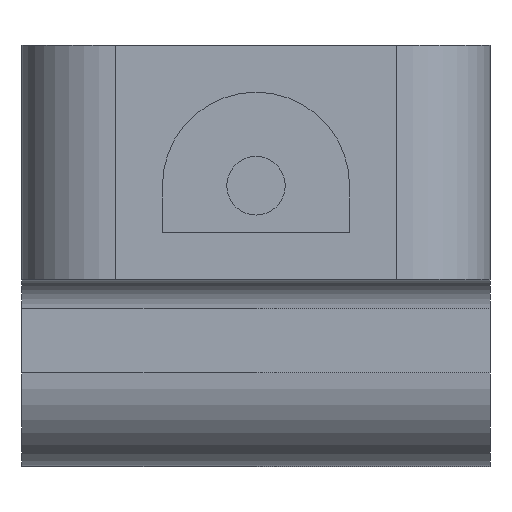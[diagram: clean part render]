
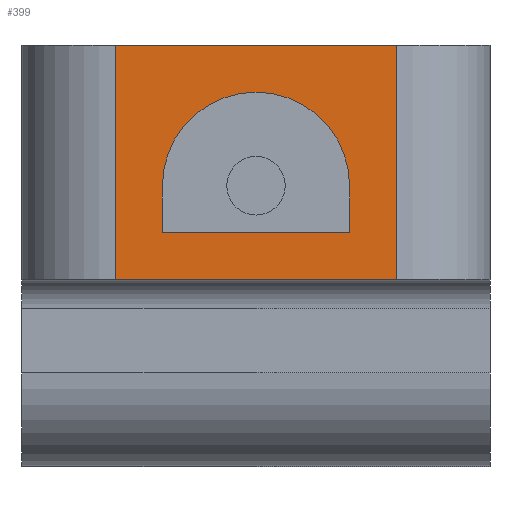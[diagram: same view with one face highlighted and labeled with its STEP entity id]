
A CAD part, front view. The second image highlights one B-rep face of the part: STEP entity #399.
In plain terms, the highlighted planar face has unit normal (0, -1, 0).
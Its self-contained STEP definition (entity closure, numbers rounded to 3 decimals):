
#220 = PLANE('',#221);
#221 = AXIS2_PLACEMENT_3D('',#222,#223,#224);
#222 = CARTESIAN_POINT('',(-24.,0.,0.));
#223 = DIRECTION('',(-1.,0.,0.));
#224 = DIRECTION('',(0.,0.,-1.));
#253 = SURFACE_OF_REVOLUTION('',#254,#258);
#254 = LINE('',#255,#256);
#255 = CARTESIAN_POINT('',(-24.,0.,16.));
#256 = VECTOR('',#257,1.);
#257 = DIRECTION('',(0.,-1.,0.));
#258 = AXIS1_PLACEMENT('',#259,#260);
#259 = CARTESIAN_POINT('',(-40.,-4.,16.));
#260 = DIRECTION('',(0.,1.,0.));
#283 = PLANE('',#284);
#284 = AXIS2_PLACEMENT_3D('',#285,#286,#287);
#285 = CARTESIAN_POINT('',(-56.,0.,0.));
#286 = DIRECTION('',(1.,0.,0.));
#287 = DIRECTION('',(0.,0.,1.));
#309 = PLANE('',#310);
#310 = AXIS2_PLACEMENT_3D('',#311,#312,#313);
#311 = CARTESIAN_POINT('',(0.,0.,8.));
#312 = DIRECTION('',(0.,0.,1.));
#313 = DIRECTION('',(1.,0.,0.));
#330 = VERTEX_POINT('',#331);
#331 = CARTESIAN_POINT('',(-56.,0.,8.));
#352 = EDGE_CURVE('',#353,#330,#355,.T.);
#353 = VERTEX_POINT('',#354);
#354 = CARTESIAN_POINT('',(-56.,0.,16.));
#355 = SURFACE_CURVE('',#356,(#360,#367),.PCURVE_S1.);
#356 = LINE('',#357,#358);
#357 = CARTESIAN_POINT('',(-56.,0.,16.));
#358 = VECTOR('',#359,1.);
#359 = DIRECTION('',(0.,0.,-1.));
#360 = PCURVE('',#283,#361);
#361 = DEFINITIONAL_REPRESENTATION('',(#362),#366);
#362 = LINE('',#363,#364);
#363 = CARTESIAN_POINT('',(16.,0.));
#364 = VECTOR('',#365,1.);
#365 = DIRECTION('',(-1.,0.));
#366 = ( GEOMETRIC_REPRESENTATION_CONTEXT(2) 
PARAMETRIC_REPRESENTATION_CONTEXT() REPRESENTATION_CONTEXT('2D SPACE',''
  ) );
#367 = PCURVE('',#368,#373);
#368 = PLANE('',#369);
#369 = AXIS2_PLACEMENT_3D('',#370,#371,#372);
#370 = CARTESIAN_POINT('',(0.,0.,0.));
#371 = DIRECTION('',(0.,1.,0.));
#372 = DIRECTION('',(0.,0.,1.));
#373 = DEFINITIONAL_REPRESENTATION('',(#374),#378);
#374 = LINE('',#375,#376);
#375 = CARTESIAN_POINT('',(16.,-56.));
#376 = VECTOR('',#377,1.);
#377 = DIRECTION('',(-1.,0.));
#378 = ( GEOMETRIC_REPRESENTATION_CONTEXT(2) 
PARAMETRIC_REPRESENTATION_CONTEXT() REPRESENTATION_CONTEXT('2D SPACE',''
  ) );
#399 = ADVANCED_FACE('',(#400,#519),#368,.F.);
#400 = FACE_BOUND('',#401,.F.);
#401 = EDGE_LOOP('',(#402,#432,#462,#490));
#402 = ORIENTED_EDGE('',*,*,#403,.T.);
#403 = EDGE_CURVE('',#404,#406,#408,.T.);
#404 = VERTEX_POINT('',#405);
#405 = CARTESIAN_POINT('',(-16.,0.,0.));
#406 = VERTEX_POINT('',#407);
#407 = CARTESIAN_POINT('',(-64.,0.,0.));
#408 = SURFACE_CURVE('',#409,(#413,#420),.PCURVE_S1.);
#409 = LINE('',#410,#411);
#410 = CARTESIAN_POINT('',(-16.,0.,0.));
#411 = VECTOR('',#412,1.);
#412 = DIRECTION('',(-1.,0.,0.));
#413 = PCURVE('',#368,#414);
#414 = DEFINITIONAL_REPRESENTATION('',(#415),#419);
#415 = LINE('',#416,#417);
#416 = CARTESIAN_POINT('',(0.,-16.));
#417 = VECTOR('',#418,1.);
#418 = DIRECTION('',(0.,-1.));
#419 = ( GEOMETRIC_REPRESENTATION_CONTEXT(2) 
PARAMETRIC_REPRESENTATION_CONTEXT() REPRESENTATION_CONTEXT('2D SPACE',''
  ) );
#420 = PCURVE('',#421,#426);
#421 = PLANE('',#422);
#422 = AXIS2_PLACEMENT_3D('',#423,#424,#425);
#423 = CARTESIAN_POINT('',(0.,0.,0.));
#424 = DIRECTION('',(0.,0.,1.));
#425 = DIRECTION('',(1.,0.,0.));
#426 = DEFINITIONAL_REPRESENTATION('',(#427),#431);
#427 = LINE('',#428,#429);
#428 = CARTESIAN_POINT('',(-16.,0.));
#429 = VECTOR('',#430,1.);
#430 = DIRECTION('',(-1.,0.));
#431 = ( GEOMETRIC_REPRESENTATION_CONTEXT(2) 
PARAMETRIC_REPRESENTATION_CONTEXT() REPRESENTATION_CONTEXT('2D SPACE',''
  ) );
#432 = ORIENTED_EDGE('',*,*,#433,.T.);
#433 = EDGE_CURVE('',#406,#434,#436,.T.);
#434 = VERTEX_POINT('',#435);
#435 = CARTESIAN_POINT('',(-64.,0.,40.));
#436 = SURFACE_CURVE('',#437,(#441,#448),.PCURVE_S1.);
#437 = LINE('',#438,#439);
#438 = CARTESIAN_POINT('',(-64.,0.,0.));
#439 = VECTOR('',#440,1.);
#440 = DIRECTION('',(0.,0.,1.));
#441 = PCURVE('',#368,#442);
#442 = DEFINITIONAL_REPRESENTATION('',(#443),#447);
#443 = LINE('',#444,#445);
#444 = CARTESIAN_POINT('',(0.,-64.));
#445 = VECTOR('',#446,1.);
#446 = DIRECTION('',(1.,0.));
#447 = ( GEOMETRIC_REPRESENTATION_CONTEXT(2) 
PARAMETRIC_REPRESENTATION_CONTEXT() REPRESENTATION_CONTEXT('2D SPACE',''
  ) );
#448 = PCURVE('',#449,#457);
#449 = SURFACE_OF_REVOLUTION('',#450,#454);
#450 = LINE('',#451,#452);
#451 = CARTESIAN_POINT('',(-80.,16.,0.));
#452 = VECTOR('',#453,1.);
#453 = DIRECTION('',(0.,0.,1.));
#454 = AXIS1_PLACEMENT('',#455,#456);
#455 = CARTESIAN_POINT('',(-64.,16.,3.34));
#456 = DIRECTION('',(0.,0.,-1.));
#457 = DEFINITIONAL_REPRESENTATION('',(#458),#461);
#458 = B_SPLINE_CURVE_WITH_KNOTS('',1,(#459,#460),.UNSPECIFIED.,.F.,.F.,
  (2,2),(0.,40.),.PIECEWISE_BEZIER_KNOTS.);
#459 = CARTESIAN_POINT('',(4.712,0.));
#460 = CARTESIAN_POINT('',(4.712,40.));
#461 = ( GEOMETRIC_REPRESENTATION_CONTEXT(2) 
PARAMETRIC_REPRESENTATION_CONTEXT() REPRESENTATION_CONTEXT('2D SPACE',''
  ) );
#462 = ORIENTED_EDGE('',*,*,#463,.F.);
#463 = EDGE_CURVE('',#464,#434,#466,.T.);
#464 = VERTEX_POINT('',#465);
#465 = CARTESIAN_POINT('',(-16.,0.,40.));
#466 = SURFACE_CURVE('',#467,(#471,#478),.PCURVE_S1.);
#467 = LINE('',#468,#469);
#468 = CARTESIAN_POINT('',(-16.,0.,40.));
#469 = VECTOR('',#470,1.);
#470 = DIRECTION('',(-1.,0.,0.));
#471 = PCURVE('',#368,#472);
#472 = DEFINITIONAL_REPRESENTATION('',(#473),#477);
#473 = LINE('',#474,#475);
#474 = CARTESIAN_POINT('',(40.,-16.));
#475 = VECTOR('',#476,1.);
#476 = DIRECTION('',(0.,-1.));
#477 = ( GEOMETRIC_REPRESENTATION_CONTEXT(2) 
PARAMETRIC_REPRESENTATION_CONTEXT() REPRESENTATION_CONTEXT('2D SPACE',''
  ) );
#478 = PCURVE('',#479,#484);
#479 = PLANE('',#480);
#480 = AXIS2_PLACEMENT_3D('',#481,#482,#483);
#481 = CARTESIAN_POINT('',(0.,0.,40.));
#482 = DIRECTION('',(0.,0.,-1.));
#483 = DIRECTION('',(-1.,0.,0.));
#484 = DEFINITIONAL_REPRESENTATION('',(#485),#489);
#485 = LINE('',#486,#487);
#486 = CARTESIAN_POINT('',(16.,0.));
#487 = VECTOR('',#488,1.);
#488 = DIRECTION('',(1.,0.));
#489 = ( GEOMETRIC_REPRESENTATION_CONTEXT(2) 
PARAMETRIC_REPRESENTATION_CONTEXT() REPRESENTATION_CONTEXT('2D SPACE',''
  ) );
#490 = ORIENTED_EDGE('',*,*,#491,.F.);
#491 = EDGE_CURVE('',#404,#464,#492,.T.);
#492 = SURFACE_CURVE('',#493,(#497,#504),.PCURVE_S1.);
#493 = LINE('',#494,#495);
#494 = CARTESIAN_POINT('',(-16.,0.,0.));
#495 = VECTOR('',#496,1.);
#496 = DIRECTION('',(0.,0.,1.));
#497 = PCURVE('',#368,#498);
#498 = DEFINITIONAL_REPRESENTATION('',(#499),#503);
#499 = LINE('',#500,#501);
#500 = CARTESIAN_POINT('',(0.,-16.));
#501 = VECTOR('',#502,1.);
#502 = DIRECTION('',(1.,0.));
#503 = ( GEOMETRIC_REPRESENTATION_CONTEXT(2) 
PARAMETRIC_REPRESENTATION_CONTEXT() REPRESENTATION_CONTEXT('2D SPACE',''
  ) );
#504 = PCURVE('',#505,#513);
#505 = SURFACE_OF_REVOLUTION('',#506,#510);
#506 = LINE('',#507,#508);
#507 = CARTESIAN_POINT('',(-16.,0.,0.));
#508 = VECTOR('',#509,1.);
#509 = DIRECTION('',(0.,0.,1.));
#510 = AXIS1_PLACEMENT('',#511,#512);
#511 = CARTESIAN_POINT('',(-16.,16.,3.34));
#512 = DIRECTION('',(0.,0.,-1.));
#513 = DEFINITIONAL_REPRESENTATION('',(#514),#518);
#514 = LINE('',#515,#516);
#515 = CARTESIAN_POINT('',(6.283,0.));
#516 = VECTOR('',#517,1.);
#517 = DIRECTION('',(0.,1.));
#518 = ( GEOMETRIC_REPRESENTATION_CONTEXT(2) 
PARAMETRIC_REPRESENTATION_CONTEXT() REPRESENTATION_CONTEXT('2D SPACE',''
  ) );
#519 = FACE_BOUND('',#520,.F.);
#520 = EDGE_LOOP('',(#521,#544,#567,#592));
#521 = ORIENTED_EDGE('',*,*,#522,.T.);
#522 = EDGE_CURVE('',#330,#523,#525,.T.);
#523 = VERTEX_POINT('',#524);
#524 = CARTESIAN_POINT('',(-24.,0.,8.));
#525 = SURFACE_CURVE('',#526,(#530,#537),.PCURVE_S1.);
#526 = LINE('',#527,#528);
#527 = CARTESIAN_POINT('',(-56.,0.,8.));
#528 = VECTOR('',#529,1.);
#529 = DIRECTION('',(1.,0.,0.));
#530 = PCURVE('',#368,#531);
#531 = DEFINITIONAL_REPRESENTATION('',(#532),#536);
#532 = LINE('',#533,#534);
#533 = CARTESIAN_POINT('',(8.,-56.));
#534 = VECTOR('',#535,1.);
#535 = DIRECTION('',(0.,1.));
#536 = ( GEOMETRIC_REPRESENTATION_CONTEXT(2) 
PARAMETRIC_REPRESENTATION_CONTEXT() REPRESENTATION_CONTEXT('2D SPACE',''
  ) );
#537 = PCURVE('',#309,#538);
#538 = DEFINITIONAL_REPRESENTATION('',(#539),#543);
#539 = LINE('',#540,#541);
#540 = CARTESIAN_POINT('',(-56.,0.));
#541 = VECTOR('',#542,1.);
#542 = DIRECTION('',(1.,0.));
#543 = ( GEOMETRIC_REPRESENTATION_CONTEXT(2) 
PARAMETRIC_REPRESENTATION_CONTEXT() REPRESENTATION_CONTEXT('2D SPACE',''
  ) );
#544 = ORIENTED_EDGE('',*,*,#545,.T.);
#545 = EDGE_CURVE('',#523,#546,#548,.T.);
#546 = VERTEX_POINT('',#547);
#547 = CARTESIAN_POINT('',(-24.,0.,16.));
#548 = SURFACE_CURVE('',#549,(#553,#560),.PCURVE_S1.);
#549 = LINE('',#550,#551);
#550 = CARTESIAN_POINT('',(-24.,0.,8.));
#551 = VECTOR('',#552,1.);
#552 = DIRECTION('',(0.,0.,1.));
#553 = PCURVE('',#368,#554);
#554 = DEFINITIONAL_REPRESENTATION('',(#555),#559);
#555 = LINE('',#556,#557);
#556 = CARTESIAN_POINT('',(8.,-24.));
#557 = VECTOR('',#558,1.);
#558 = DIRECTION('',(1.,0.));
#559 = ( GEOMETRIC_REPRESENTATION_CONTEXT(2) 
PARAMETRIC_REPRESENTATION_CONTEXT() REPRESENTATION_CONTEXT('2D SPACE',''
  ) );
#560 = PCURVE('',#220,#561);
#561 = DEFINITIONAL_REPRESENTATION('',(#562),#566);
#562 = LINE('',#563,#564);
#563 = CARTESIAN_POINT('',(-8.,-0.));
#564 = VECTOR('',#565,1.);
#565 = DIRECTION('',(-1.,-0.));
#566 = ( GEOMETRIC_REPRESENTATION_CONTEXT(2) 
PARAMETRIC_REPRESENTATION_CONTEXT() REPRESENTATION_CONTEXT('2D SPACE',''
  ) );
#567 = ORIENTED_EDGE('',*,*,#568,.T.);
#568 = EDGE_CURVE('',#546,#353,#569,.T.);
#569 = SURFACE_CURVE('',#570,(#575,#586),.PCURVE_S1.);
#570 = CIRCLE('',#571,16.);
#571 = AXIS2_PLACEMENT_3D('',#572,#573,#574);
#572 = CARTESIAN_POINT('',(-40.,0.,16.));
#573 = DIRECTION('',(0.,-1.,0.));
#574 = DIRECTION('',(1.,0.,0.));
#575 = PCURVE('',#368,#576);
#576 = DEFINITIONAL_REPRESENTATION('',(#577),#585);
#577 = ( BOUNDED_CURVE() B_SPLINE_CURVE(2,(#578,#579,#580,#581,#582,#583
,#584),.UNSPECIFIED.,.T.,.F.) B_SPLINE_CURVE_WITH_KNOTS((1,2,2,2,2,1),(
    -2.094,0.,2.094,4.189,6.283,
8.378),.UNSPECIFIED.) CURVE() GEOMETRIC_REPRESENTATION_ITEM() 
RATIONAL_B_SPLINE_CURVE((1.,0.5,1.,0.5,1.,0.5,1.)) REPRESENTATION_ITEM(
  '') );
#578 = CARTESIAN_POINT('',(16.,-24.));
#579 = CARTESIAN_POINT('',(43.713,-24.));
#580 = CARTESIAN_POINT('',(29.856,-48.));
#581 = CARTESIAN_POINT('',(16.,-72.));
#582 = CARTESIAN_POINT('',(2.144,-48.));
#583 = CARTESIAN_POINT('',(-11.713,-24.));
#584 = CARTESIAN_POINT('',(16.,-24.));
#585 = ( GEOMETRIC_REPRESENTATION_CONTEXT(2) 
PARAMETRIC_REPRESENTATION_CONTEXT() REPRESENTATION_CONTEXT('2D SPACE',''
  ) );
#586 = PCURVE('',#253,#587);
#587 = DEFINITIONAL_REPRESENTATION('',(#588),#591);
#588 = B_SPLINE_CURVE_WITH_KNOTS('',1,(#589,#590),.UNSPECIFIED.,.F.,.F.,
  (2,2),(0.,3.142),.PIECEWISE_BEZIER_KNOTS.);
#589 = CARTESIAN_POINT('',(6.283,0.));
#590 = CARTESIAN_POINT('',(3.142,0.));
#591 = ( GEOMETRIC_REPRESENTATION_CONTEXT(2) 
PARAMETRIC_REPRESENTATION_CONTEXT() REPRESENTATION_CONTEXT('2D SPACE',''
  ) );
#592 = ORIENTED_EDGE('',*,*,#352,.T.);
